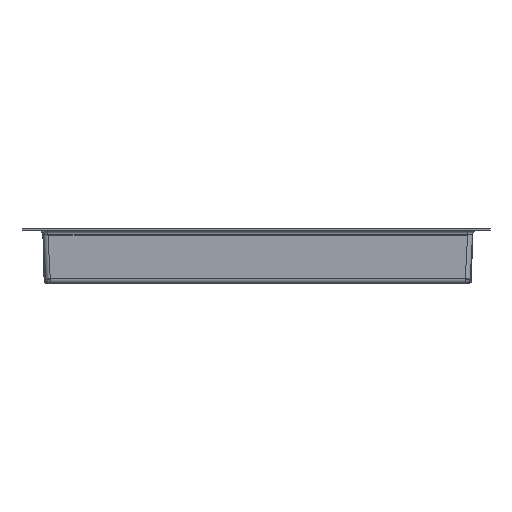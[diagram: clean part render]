
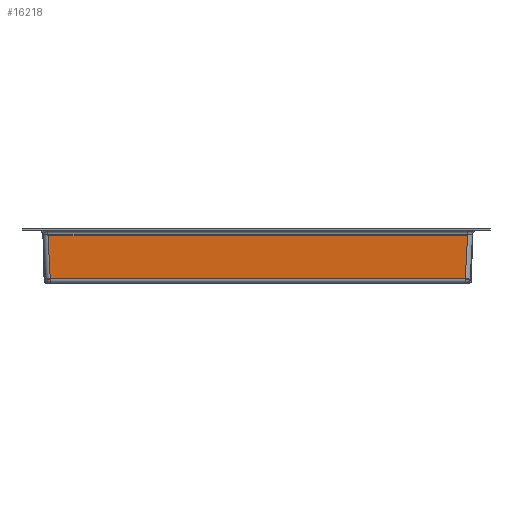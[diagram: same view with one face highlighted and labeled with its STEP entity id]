
A CAD part, left-side view. The second image highlights one B-rep face of the part: STEP entity #16218.
In plain terms, the highlighted planar face has unit normal (-0.999, 0, -0.052).
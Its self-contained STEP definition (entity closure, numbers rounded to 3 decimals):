
#2795=FACE_OUTER_BOUND('',#3813,.T.);
#3813=EDGE_LOOP('',(#13014,#13015,#13016,#13017));
#5082=LINE('',#55902,#6102);
#5083=LINE('',#55904,#6103);
#5084=LINE('',#55906,#6104);
#5085=LINE('',#55907,#6105);
#6102=VECTOR('',#21208,1000.);
#6103=VECTOR('',#21209,1000.);
#6104=VECTOR('',#21210,1000.);
#6105=VECTOR('',#21211,1000.);
#7382=VERTEX_POINT('',#55900);
#7383=VERTEX_POINT('',#55901);
#7384=VERTEX_POINT('',#55903);
#7385=VERTEX_POINT('',#55905);
#9298=EDGE_CURVE('',#7382,#7383,#5082,.T.);
#9299=EDGE_CURVE('',#7384,#7382,#5083,.T.);
#9300=EDGE_CURVE('',#7385,#7384,#5084,.T.);
#9301=EDGE_CURVE('',#7383,#7385,#5085,.T.);
#13014=ORIENTED_EDGE('',*,*,#9298,.F.);
#13015=ORIENTED_EDGE('',*,*,#9299,.F.);
#13016=ORIENTED_EDGE('',*,*,#9300,.F.);
#13017=ORIENTED_EDGE('',*,*,#9301,.F.);
#14509=PLANE('',#17625);
#16218=ADVANCED_FACE('',(#2795),#14509,.T.);
#17625=AXIS2_PLACEMENT_3D('',#55899,#21206,#21207);
#21206=DIRECTION('center_axis',(-0.999,0.,
-0.052));
#21207=DIRECTION('ref_axis',(-0.052,0.,0.999));
#21208=DIRECTION('',(0.052,0.052,-0.997));
#21209=DIRECTION('',(0.,-1.,0.));
#21210=DIRECTION('',(-0.052,0.052,0.997));
#21211=DIRECTION('',(0.,1.,0.));
#55899=CARTESIAN_POINT('Origin',(-180.385,730.331,54.));
#55900=CARTESIAN_POINT('',(-180.137,300.097,49.262));
#55901=CARTESIAN_POINT('',(-177.804,302.431,4.738));
#55902=CARTESIAN_POINT('',(-177.569,302.665,0.26));
#55903=CARTESIAN_POINT('',(-180.137,725.09,49.262));
#55904=CARTESIAN_POINT('',(-180.137,730.331,49.262));
#55905=CARTESIAN_POINT('',(-177.804,722.756,4.738));
#55906=CARTESIAN_POINT('',(-180.399,725.351,54.26));
#55907=CARTESIAN_POINT('',(-177.804,727.501,4.738));
